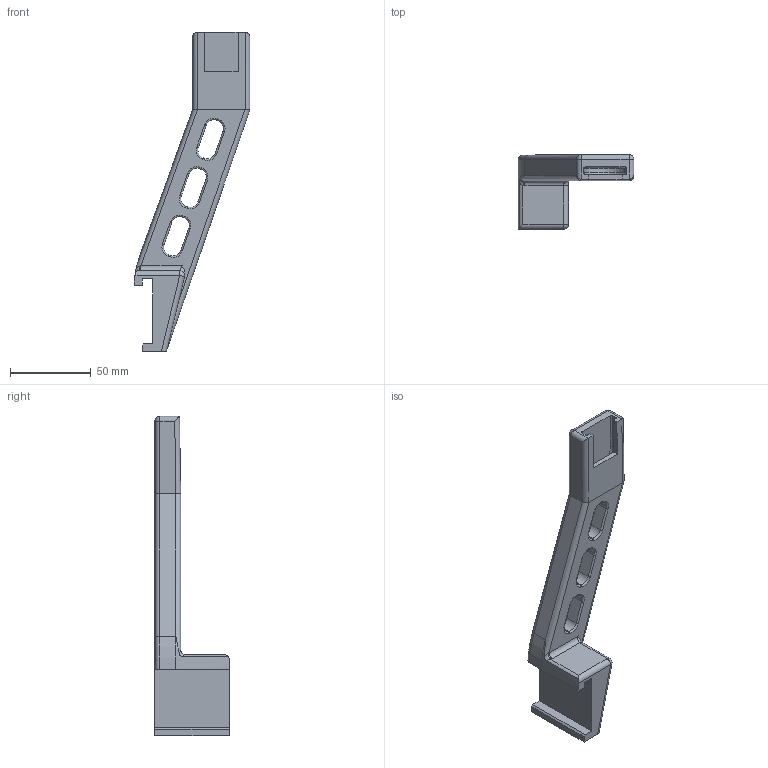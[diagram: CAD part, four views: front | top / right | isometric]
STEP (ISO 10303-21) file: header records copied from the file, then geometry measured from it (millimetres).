
FILE_DESCRIPTION(/* description */ (''),/* implementation_level */ '2;1');
FILE_NAME(/* name */ 'FillerPrusa.step',/* time_stamp */ '2019-03-20T21:12:06+01:00',/* author */ ('Hugo.Groeneveld'),/* organization */ (''),/* preprocessor_version */ 'ST-DEVELOPER v17.2',/* originating_system */ 'Autodesk Translation Framework v7.6.0.251',/* authorisation */ '');
FILE_SCHEMA (('AUTOMOTIVE_DESIGN { 1 0 10303 214 3 1 1 }'));
Length unit declared in the file: millimetre
Products named in the file (1): Filler Prusa MK2
Bounding box: 71.89 x 46 x 198.1 mm (x, y, z)
Volume: 105385.9 mm3; surface area: 26877.2 mm2
Topology: 1 solids, 1 shells, 130 faces, 311 edges, 183 vertices
Faces by surface type: cylinder 59, plane 38, torus 27, bspline 3, sphere 3
Entity records: 3933 total; most frequent: CARTESIAN_POINT 815, DIRECTION 696, ORIENTED_EDGE 622, EDGE_CURVE 311, AXIS2_PLACEMENT_3D 266, VERTEX_POINT 183, LINE 164, VECTOR 164
